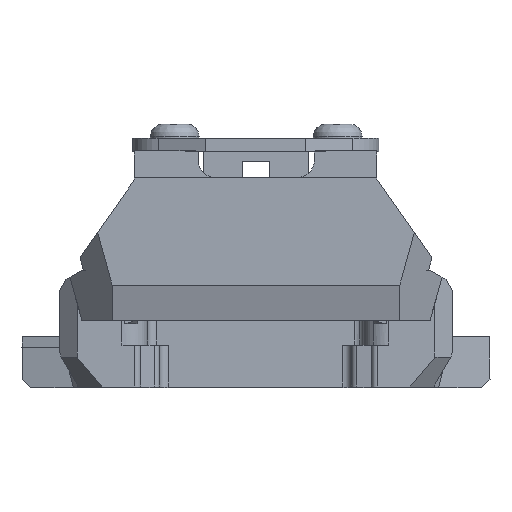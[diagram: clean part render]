
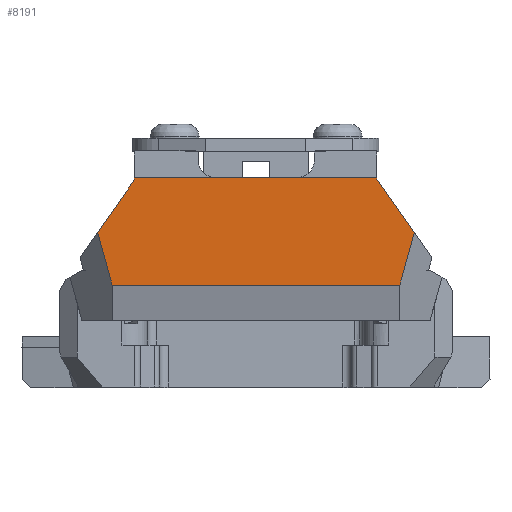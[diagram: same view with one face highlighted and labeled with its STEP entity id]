
A CAD part, top view. The second image highlights one B-rep face of the part: STEP entity #8191.
In plain terms, the highlighted face is planar.
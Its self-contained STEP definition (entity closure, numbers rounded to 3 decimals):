
#264=PLANE('',#8775);
#644=FACE_OUTER_BOUND('',#1106,.T.);
#1106=EDGE_LOOP('',(#6103,#6104,#6105,#6106,#6107,#6108,#6109,#6110));
#1864=LINE('',#18601,#2788);
#1870=LINE('',#18612,#2794);
#1872=LINE('',#18616,#2796);
#1907=LINE('',#20656,#2831);
#1926=LINE('',#20698,#2850);
#1944=LINE('',#20734,#2868);
#1945=LINE('',#20737,#2869);
#1946=LINE('',#20738,#2870);
#2788=VECTOR('',#9510,10.);
#2794=VECTOR('',#9518,10.);
#2796=VECTOR('',#9522,10.);
#2831=VECTOR('',#9633,10.);
#2850=VECTOR('',#9676,10.);
#2868=VECTOR('',#9708,10.);
#2869=VECTOR('',#9711,10.);
#2870=VECTOR('',#9712,10.);
#3767=VERTEX_POINT('',#18598);
#3768=VERTEX_POINT('',#18600);
#3771=VERTEX_POINT('',#18608);
#3773=VERTEX_POINT('',#18614);
#3811=VERTEX_POINT('',#20644);
#3827=VERTEX_POINT('',#20696);
#3838=VERTEX_POINT('',#20732);
#3839=VERTEX_POINT('',#20736);
#4587=EDGE_CURVE('',#3768,#3767,#1864,.F.);
#4593=EDGE_CURVE('',#3771,#3768,#1870,.F.);
#4595=EDGE_CURVE('',#3773,#3767,#1872,.T.);
#4663=EDGE_CURVE('',#3811,#3771,#1907,.T.);
#4684=EDGE_CURVE('',#3827,#3773,#1926,.T.);
#4702=EDGE_CURVE('',#3838,#3827,#1944,.F.);
#4703=EDGE_CURVE('',#3839,#3838,#1945,.T.);
#4704=EDGE_CURVE('',#3839,#3811,#1946,.T.);
#6103=ORIENTED_EDGE('',*,*,#4595,.F.);
#6104=ORIENTED_EDGE('',*,*,#4684,.F.);
#6105=ORIENTED_EDGE('',*,*,#4702,.F.);
#6106=ORIENTED_EDGE('',*,*,#4703,.F.);
#6107=ORIENTED_EDGE('',*,*,#4704,.T.);
#6108=ORIENTED_EDGE('',*,*,#4663,.T.);
#6109=ORIENTED_EDGE('',*,*,#4593,.T.);
#6110=ORIENTED_EDGE('',*,*,#4587,.T.);
#8191=ADVANCED_FACE('',(#644),#264,.T.);
#8775=AXIS2_PLACEMENT_3D('',#20735,#9709,#9710);
#9510=DIRECTION('',(0.,0.,-1.));
#9518=DIRECTION('',(0.574,0.,-0.819));
#9522=DIRECTION('',(1.,0.,0.));
#9633=DIRECTION('',(0.266,0.,0.964));
#9676=DIRECTION('',(0.,0.,1.));
#9708=DIRECTION('',(-0.574,0.,-0.819));
#9709=DIRECTION('center_axis',(0.,-1.,0.));
#9710=DIRECTION('ref_axis',(1.,0.,0.));
#9711=DIRECTION('',(-0.266,0.,0.964));
#9712=DIRECTION('',(1.,0.,0.));
#18598=CARTESIAN_POINT('',(15.799,-139.403,96.396));
#18600=CARTESIAN_POINT('',(15.799,-139.403,96.215));
#18601=CARTESIAN_POINT('',(15.799,-139.403,85.014));
#18608=CARTESIAN_POINT('',(20.171,-139.403,89.971));
#18612=CARTESIAN_POINT('',(29.279,-139.403,76.963));
#18614=CARTESIAN_POINT('',(-12.551,-139.403,96.396));
#18616=CARTESIAN_POINT('',(-14.232,-139.403,96.396));
#20644=CARTESIAN_POINT('',(18.472,-139.403,83.826));
#20656=CARTESIAN_POINT('',(17.47,-139.403,80.201));
#20696=CARTESIAN_POINT('',(-12.551,-139.403,96.113));
#20698=CARTESIAN_POINT('',(-12.551,-139.403,85.014));
#20732=CARTESIAN_POINT('',(-16.851,-139.403,89.971));
#20734=CARTESIAN_POINT('',(-25.96,-139.403,76.963));
#20735=CARTESIAN_POINT('Origin',(-19.54,-139.403,71.926));
#20736=CARTESIAN_POINT('',(-15.153,-139.403,83.826));
#20737=CARTESIAN_POINT('',(-14.151,-139.403,80.201));
#20738=CARTESIAN_POINT('',(20.056,-139.403,83.826));
